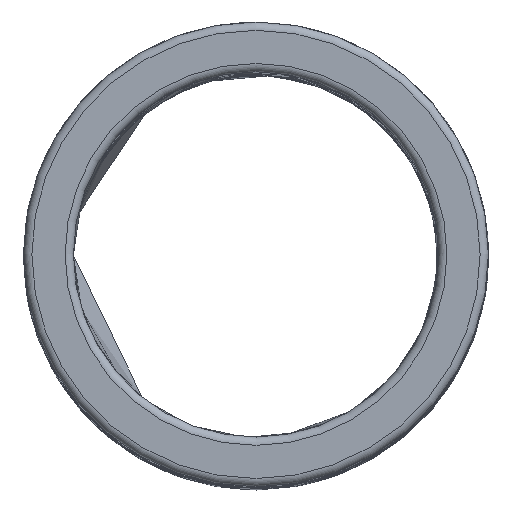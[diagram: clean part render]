
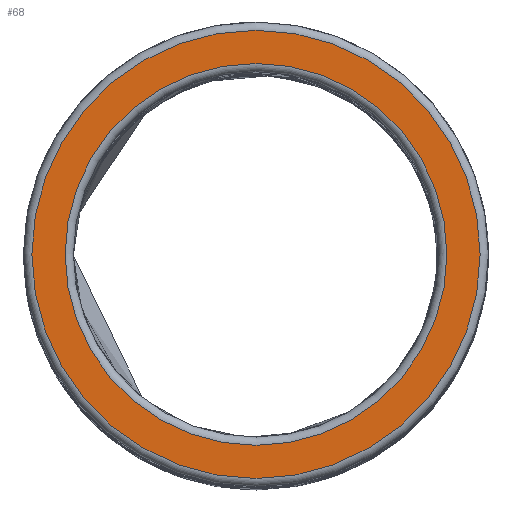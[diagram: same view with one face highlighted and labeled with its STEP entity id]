
A CAD part, top view. The second image highlights one B-rep face of the part: STEP entity #68.
In plain terms, the highlighted planar face has unit normal (0, 0, 1).
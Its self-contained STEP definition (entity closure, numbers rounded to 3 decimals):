
#68=ADVANCED_FACE('',(#1504,#1506),#1508,.T.);
#1504=FACE_BOUND('',#1505,.T.);
#1505=EDGE_LOOP('',(#13105));
#1506=FACE_BOUND('',#1507,.T.);
#1507=EDGE_LOOP('',(#13106));
#1508=PLANE('',#1509);
#1509=AXIS2_PLACEMENT_3D('',#1510,#1511,#1512);
#1510=CARTESIAN_POINT('',(0.,0.,110.));
#1511=DIRECTION('',(0.,0.,1.));
#1512=DIRECTION('',(1.,0.,0.));
#13105=ORIENTED_EDGE('',*,*,#13575,.T.);
#13106=ORIENTED_EDGE('',*,*,#13576,.T.);
#13575=EDGE_CURVE('',#13965,#13965,#13966,.T.);
#13576=EDGE_CURVE('',#13967,#13967,#13968,.F.);
#13965=VERTEX_POINT('',#16698);
#13966=CIRCLE('',#16699,13.5);
#13967=VERTEX_POINT('',#16703);
#13968=CIRCLE('',#16704,11.5);
#16698=CARTESIAN_POINT('',(-13.5,0.,110.));
#16699=AXIS2_PLACEMENT_3D('',#16700,#16701,#16702);
#16700=CARTESIAN_POINT('',(0.,0.,110.));
#16701=DIRECTION('',(0.,0.,1.));
#16702=DIRECTION('',(-1.,0.,0.));
#16703=CARTESIAN_POINT('',(-11.5,0.,110.));
#16704=AXIS2_PLACEMENT_3D('',#16705,#16706,#16707);
#16705=CARTESIAN_POINT('',(0.,0.,110.));
#16706=DIRECTION('',(0.,0.,1.));
#16707=DIRECTION('',(-1.,0.,0.));
